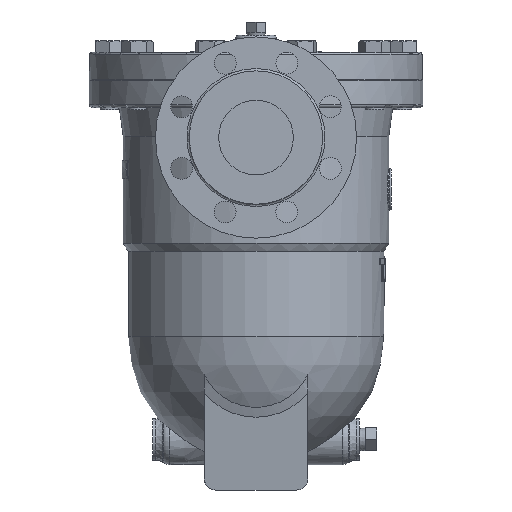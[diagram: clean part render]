
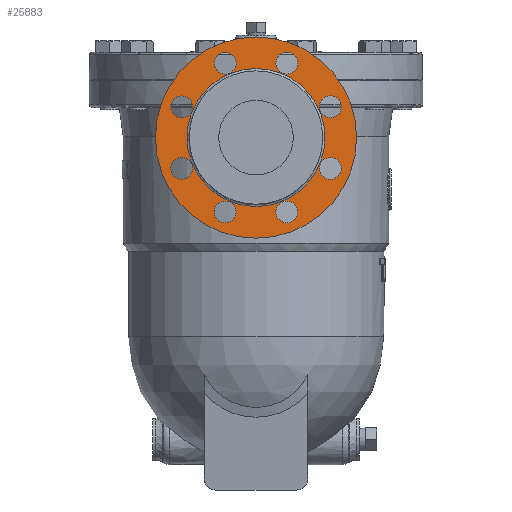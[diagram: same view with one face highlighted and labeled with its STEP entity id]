
A CAD part, left-side view. The second image highlights one B-rep face of the part: STEP entity #25883.
In plain terms, the highlighted planar face has unit normal (-1, 0, 0).
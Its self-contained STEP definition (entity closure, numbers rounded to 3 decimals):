
#25372=CARTESIAN_POINT('',(-190.,-71.389,-16.495));
#25373=VERTEX_POINT('',#25372);
#25374=CARTESIAN_POINT('',(-190.0,-64.672,-23.212));
#25375=DIRECTION('',(1.0,0.,0.));
#25376=DIRECTION('',(0.,-0.707,0.707));
#25377=AXIS2_PLACEMENT_3D('',#25374,#25375,#25376);
#25378=CIRCLE('',#25377,9.5);
#25379=EDGE_CURVE('',#25373,#25373,#25378,.T.);
#25421=CARTESIAN_POINT('',(-190.,-74.172,-76.788));
#25422=VERTEX_POINT('',#25421);
#25423=CARTESIAN_POINT('',(-190.0,-64.672,-76.788));
#25424=DIRECTION('',(1.0,0.0,0.0));
#25425=DIRECTION('',(0.0,-1.0,0.0));
#25426=AXIS2_PLACEMENT_3D('',#25423,#25424,#25425);
#25427=CIRCLE('',#25426,9.5);
#25428=EDGE_CURVE('',#25422,#25422,#25427,.T.);
#25470=CARTESIAN_POINT('',(-190.,-33.505,-121.389));
#25471=VERTEX_POINT('',#25470);
#25472=CARTESIAN_POINT('',(-190.0,-26.788,-114.672));
#25473=DIRECTION('',(1.0,0.,0.));
#25474=DIRECTION('',(0.,-0.707,-0.707));
#25475=AXIS2_PLACEMENT_3D('',#25472,#25473,#25474);
#25476=CIRCLE('',#25475,9.5);
#25477=EDGE_CURVE('',#25471,#25471,#25476,.T.);
#25519=CARTESIAN_POINT('',(-190.,26.788,-124.172));
#25520=VERTEX_POINT('',#25519);
#25521=CARTESIAN_POINT('',(-190.0,26.788,-114.672));
#25522=DIRECTION('',(1.0,0.0,0.0));
#25523=DIRECTION('',(0.0,0.0,-1.0));
#25524=AXIS2_PLACEMENT_3D('',#25521,#25522,#25523);
#25525=CIRCLE('',#25524,9.5);
#25526=EDGE_CURVE('',#25520,#25520,#25525,.T.);
#25568=CARTESIAN_POINT('',(-190.,71.389,-83.505));
#25569=VERTEX_POINT('',#25568);
#25570=CARTESIAN_POINT('',(-190.0,64.672,-76.788));
#25571=DIRECTION('',(1.,0.,0.));
#25572=DIRECTION('',(0.,0.707,-0.707));
#25573=AXIS2_PLACEMENT_3D('',#25570,#25571,#25572);
#25574=CIRCLE('',#25573,9.5);
#25575=EDGE_CURVE('',#25569,#25569,#25574,.T.);
#25617=CARTESIAN_POINT('',(-190.,74.172,-23.212));
#25618=VERTEX_POINT('',#25617);
#25619=CARTESIAN_POINT('',(-190.0,64.672,-23.212));
#25620=DIRECTION('',(1.0,0.0,0.0));
#25621=DIRECTION('',(0.0,1.0,0.0));
#25622=AXIS2_PLACEMENT_3D('',#25619,#25620,#25621);
#25623=CIRCLE('',#25622,9.5);
#25624=EDGE_CURVE('',#25618,#25618,#25623,.T.);
#25666=CARTESIAN_POINT('',(-190.,33.505,21.389));
#25667=VERTEX_POINT('',#25666);
#25668=CARTESIAN_POINT('',(-190.0,26.788,14.672));
#25669=DIRECTION('',(1.,0.,0.));
#25670=DIRECTION('',(0.,0.707,0.707));
#25671=AXIS2_PLACEMENT_3D('',#25668,#25669,#25670);
#25672=CIRCLE('',#25671,9.5);
#25673=EDGE_CURVE('',#25667,#25667,#25672,.T.);
#25715=CARTESIAN_POINT('',(-190.,-26.788,24.172));
#25716=VERTEX_POINT('',#25715);
#25717=CARTESIAN_POINT('',(-190.0,-26.788,14.672));
#25718=DIRECTION('',(1.0,0.0,0.0));
#25719=DIRECTION('',(0.0,0.0,1.0));
#25720=AXIS2_PLACEMENT_3D('',#25717,#25718,#25719);
#25721=CIRCLE('',#25720,9.5);
#25722=EDGE_CURVE('',#25716,#25716,#25721,.T.);
#25817=CARTESIAN_POINT('',(-190.,0.0,10.));
#25818=VERTEX_POINT('',#25817);
#25819=CARTESIAN_POINT('',(-190.,0.0,-50.));
#25820=DIRECTION('',(-1.0,0.0,0.0));
#25821=DIRECTION('',(0.0,0.0,-1.0));
#25822=AXIS2_PLACEMENT_3D('',#25819,#25820,#25821);
#25823=CIRCLE('',#25822,60.);
#25824=EDGE_CURVE('',#25818,#25818,#25823,.T.);
#25840=CARTESIAN_POINT('',(-190.0,0.0,22.75));
#25841=DIRECTION('',(-1.0,0.0,0.0));
#25842=DIRECTION('',(0.0,0.0,1.0));
#25843=AXIS2_PLACEMENT_3D('',#25840,#25841,#25842);
#25844=PLANE('',#25843);
#25845=CARTESIAN_POINT('',(-190.0,0.0,37.5));
#25846=VERTEX_POINT('',#25845);
#25847=CARTESIAN_POINT('',(-190.,0.0,-50.));
#25848=DIRECTION('',(-1.0,0.0,0.0));
#25849=DIRECTION('',(0.0,0.0,1.0));
#25850=AXIS2_PLACEMENT_3D('',#25847,#25848,#25849);
#25851=CIRCLE('',#25850,87.5);
#25852=EDGE_CURVE('',#25846,#25846,#25851,.T.);
#25853=ORIENTED_EDGE('',*,*,#25852,.T.);
#25854=EDGE_LOOP('',(#25853));
#25855=FACE_OUTER_BOUND('',#25854,.T.);
#25856=ORIENTED_EDGE('',*,*,#25379,.T.);
#25857=EDGE_LOOP('',(#25856));
#25858=FACE_BOUND('',#25857,.T.);
#25859=ORIENTED_EDGE('',*,*,#25428,.T.);
#25860=EDGE_LOOP('',(#25859));
#25861=FACE_BOUND('',#25860,.T.);
#25862=ORIENTED_EDGE('',*,*,#25477,.T.);
#25863=EDGE_LOOP('',(#25862));
#25864=FACE_BOUND('',#25863,.T.);
#25865=ORIENTED_EDGE('',*,*,#25526,.T.);
#25866=EDGE_LOOP('',(#25865));
#25867=FACE_BOUND('',#25866,.T.);
#25868=ORIENTED_EDGE('',*,*,#25575,.T.);
#25869=EDGE_LOOP('',(#25868));
#25870=FACE_BOUND('',#25869,.T.);
#25871=ORIENTED_EDGE('',*,*,#25624,.T.);
#25872=EDGE_LOOP('',(#25871));
#25873=FACE_BOUND('',#25872,.T.);
#25874=ORIENTED_EDGE('',*,*,#25673,.T.);
#25875=EDGE_LOOP('',(#25874));
#25876=FACE_BOUND('',#25875,.T.);
#25877=ORIENTED_EDGE('',*,*,#25722,.T.);
#25878=EDGE_LOOP('',(#25877));
#25879=FACE_BOUND('',#25878,.T.);
#25880=ORIENTED_EDGE('',*,*,#25824,.F.);
#25881=EDGE_LOOP('',(#25880));
#25882=FACE_BOUND('',#25881,.T.);
#25883=ADVANCED_FACE('',(#25855,#25858,#25861,#25864,#25867,#25870,#25873,#25876,#25879,#25882),#25844,.T.);
